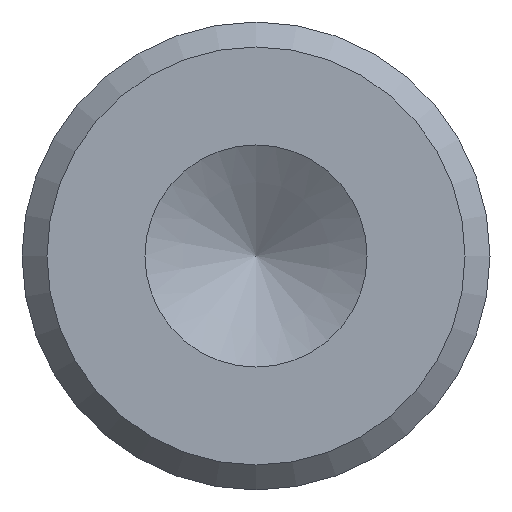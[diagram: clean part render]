
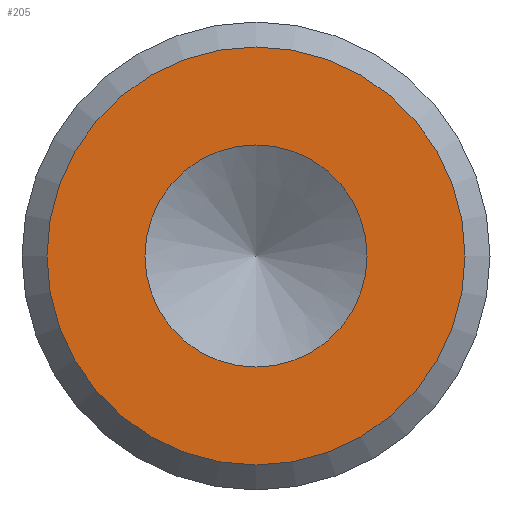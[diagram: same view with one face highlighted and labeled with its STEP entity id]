
A CAD part, left-side view. The second image highlights one B-rep face of the part: STEP entity #205.
In plain terms, the highlighted planar face has unit normal (-1, 0, 0).
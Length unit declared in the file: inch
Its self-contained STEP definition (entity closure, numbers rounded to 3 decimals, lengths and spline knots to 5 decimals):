
#5 = DIRECTION ( 'NONE',  ( 0., 0., -1. ) ) ;
#7 = DIRECTION ( 'NONE',  ( -1., 0., 0. ) ) ;
#12 = ORIENTED_EDGE ( 'NONE', *, *, #114, .F. ) ;
#16 = EDGE_LOOP ( 'NONE', ( #56 ) ) ;
#19 = AXIS2_PLACEMENT_3D ( 'NONE', #92, #7, #248 ) ;
#24 = PLANE ( 'NONE',  #136 ) ;
#40 = DIRECTION ( 'NONE',  ( -1., 0., 0. ) ) ;
#56 = ORIENTED_EDGE ( 'NONE', *, *, #255, .T. ) ;
#59 = CIRCLE ( 'NONE', #19, 0.08375 ) ;
#63 = DIRECTION ( 'NONE',  ( 1., 0., 0. ) ) ;
#90 = VERTEX_POINT ( 'NONE', #126 ) ;
#92 = CARTESIAN_POINT ( 'NONE',  ( 0., 0., 0. ) ) ;
#111 = EDGE_LOOP ( 'NONE', ( #12 ) ) ;
#114 = EDGE_CURVE ( 'NONE', #143, #143, #173, .T. ) ;
#126 = CARTESIAN_POINT ( 'NONE',  ( 0., 0., -0.08375 ) ) ;
#128 = FACE_BOUND ( 'NONE', #111, .T. ) ;
#136 = AXIS2_PLACEMENT_3D ( 'NONE', #144, #63, #5 ) ;
#138 = CARTESIAN_POINT ( 'NONE',  ( 0., 0., 0. ) ) ;
#143 = VERTEX_POINT ( 'NONE', #210 ) ;
#144 = CARTESIAN_POINT ( 'NONE',  ( 0., 0., 0. ) ) ;
#173 = CIRCLE ( 'NONE', #227, 0.0445 ) ;
#205 = ADVANCED_FACE ( 'NONE', ( #206, #128 ), #24, .F. ) ;
#206 = FACE_OUTER_BOUND ( 'NONE', #16, .T. ) ;
#210 = CARTESIAN_POINT ( 'NONE',  ( 0., 0., 0.0445 ) ) ;
#219 = DIRECTION ( 'NONE',  ( 0., 0., 1. ) ) ;
#227 = AXIS2_PLACEMENT_3D ( 'NONE', #138, #40, #219 ) ;
#248 = DIRECTION ( 'NONE',  ( 0., 0., -1. ) ) ;
#255 = EDGE_CURVE ( 'NONE', #90, #90, #59, .T. ) ;
